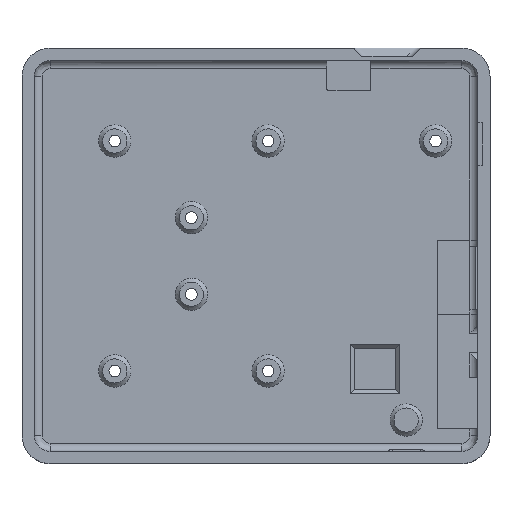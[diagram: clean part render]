
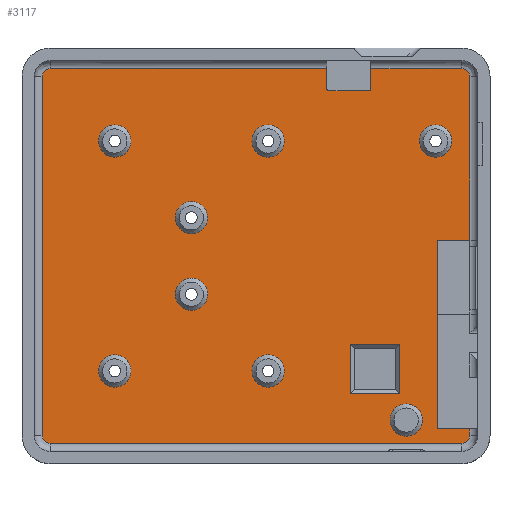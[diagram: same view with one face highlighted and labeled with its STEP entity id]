
A CAD part, top view. The second image highlights one B-rep face of the part: STEP entity #3117.
In plain terms, the highlighted planar face has unit normal (0, 0, 1).
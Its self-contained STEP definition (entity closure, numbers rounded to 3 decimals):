
#23=FACE_BOUND('',#395,.T.);
#24=FACE_BOUND('',#396,.T.);
#25=FACE_BOUND('',#397,.T.);
#26=FACE_BOUND('',#398,.T.);
#27=FACE_BOUND('',#399,.T.);
#28=FACE_BOUND('',#400,.T.);
#29=FACE_BOUND('',#401,.T.);
#30=FACE_BOUND('',#402,.T.);
#31=FACE_BOUND('',#403,.T.);
#214=FACE_OUTER_BOUND('',#394,.T.);
#394=EDGE_LOOP('',(#2199,#2200,#2201,#2202,#2203,#2204,#2205,#2206,#2207,
#2208,#2209,#2210,#2211,#2212,#2213,#2214,#2215,#2216));
#395=EDGE_LOOP('',(#2217));
#396=EDGE_LOOP('',(#2218));
#397=EDGE_LOOP('',(#2219));
#398=EDGE_LOOP('',(#2220));
#399=EDGE_LOOP('',(#2221,#2222,#2223,#2224));
#400=EDGE_LOOP('',(#2225));
#401=EDGE_LOOP('',(#2226));
#402=EDGE_LOOP('',(#2227));
#403=EDGE_LOOP('',(#2228));
#612=LINE('',#4685,#905);
#613=LINE('',#4689,#906);
#659=LINE('',#4795,#952);
#661=LINE('',#4806,#954);
#662=LINE('',#4808,#955);
#663=LINE('',#4812,#956);
#664=LINE('',#4814,#957);
#665=LINE('',#4818,#958);
#666=LINE('',#4822,#959);
#667=LINE('',#4824,#960);
#668=LINE('',#4828,#961);
#669=LINE('',#4832,#962);
#670=LINE('',#4844,#963);
#671=LINE('',#4846,#964);
#672=LINE('',#4848,#965);
#673=LINE('',#4849,#966);
#905=VECTOR('',#3683,10.);
#906=VECTOR('',#3688,10.);
#952=VECTOR('',#3772,10.);
#954=VECTOR('',#3786,10.);
#955=VECTOR('',#3787,10.);
#956=VECTOR('',#3790,10.);
#957=VECTOR('',#3791,10.);
#958=VECTOR('',#3794,10.);
#959=VECTOR('',#3797,10.);
#960=VECTOR('',#3798,10.);
#961=VECTOR('',#3801,10.);
#962=VECTOR('',#3804,10.);
#963=VECTOR('',#3815,10.);
#964=VECTOR('',#3816,10.);
#965=VECTOR('',#3817,10.);
#966=VECTOR('',#3818,10.);
#1195=CIRCLE('',#3328,4.);
#1197=CIRCLE('',#3331,1.95);
#1198=CIRCLE('',#3332,0.5);
#1199=CIRCLE('',#3333,0.5);
#1200=CIRCLE('',#3334,1.95);
#1201=CIRCLE('',#3335,1.95);
#1202=CIRCLE('',#3336,1.95);
#1203=CIRCLE('',#3337,4.);
#1204=CIRCLE('',#3338,4.);
#1205=CIRCLE('',#3339,4.);
#1206=CIRCLE('',#3340,4.);
#1207=CIRCLE('',#3341,4.);
#1208=CIRCLE('',#3342,4.);
#1209=CIRCLE('',#3343,4.);
#1326=VERTEX_POINT('',#4682);
#1327=VERTEX_POINT('',#4684);
#1328=VERTEX_POINT('',#4688);
#1369=VERTEX_POINT('',#4793);
#1370=VERTEX_POINT('',#4799);
#1372=VERTEX_POINT('',#4805);
#1373=VERTEX_POINT('',#4807);
#1374=VERTEX_POINT('',#4809);
#1375=VERTEX_POINT('',#4811);
#1376=VERTEX_POINT('',#4813);
#1377=VERTEX_POINT('',#4815);
#1378=VERTEX_POINT('',#4817);
#1379=VERTEX_POINT('',#4819);
#1380=VERTEX_POINT('',#4821);
#1381=VERTEX_POINT('',#4823);
#1382=VERTEX_POINT('',#4825);
#1383=VERTEX_POINT('',#4827);
#1384=VERTEX_POINT('',#4829);
#1385=VERTEX_POINT('',#4831);
#1386=VERTEX_POINT('',#4834);
#1387=VERTEX_POINT('',#4836);
#1388=VERTEX_POINT('',#4838);
#1389=VERTEX_POINT('',#4840);
#1390=VERTEX_POINT('',#4842);
#1391=VERTEX_POINT('',#4843);
#1392=VERTEX_POINT('',#4845);
#1393=VERTEX_POINT('',#4847);
#1394=VERTEX_POINT('',#4850);
#1395=VERTEX_POINT('',#4852);
#1396=VERTEX_POINT('',#4854);
#1631=EDGE_CURVE('',#1326,#1327,#612,.T.);
#1633=EDGE_CURVE('',#1326,#1328,#613,.T.);
#1689=EDGE_CURVE('',#1328,#1369,#659,.T.);
#1691=EDGE_CURVE('',#1370,#1370,#1195,.T.);
#1694=EDGE_CURVE('',#1372,#1327,#661,.T.);
#1695=EDGE_CURVE('',#1373,#1369,#662,.T.);
#1696=EDGE_CURVE('',#1374,#1373,#1197,.T.);
#1697=EDGE_CURVE('',#1375,#1374,#663,.T.);
#1698=EDGE_CURVE('',#1375,#1376,#664,.T.);
#1699=EDGE_CURVE('',#1376,#1377,#1198,.T.);
#1700=EDGE_CURVE('',#1377,#1378,#665,.T.);
#1701=EDGE_CURVE('',#1378,#1379,#1199,.T.);
#1702=EDGE_CURVE('',#1379,#1380,#666,.T.);
#1703=EDGE_CURVE('',#1381,#1380,#667,.T.);
#1704=EDGE_CURVE('',#1382,#1381,#1200,.T.);
#1705=EDGE_CURVE('',#1383,#1382,#668,.T.);
#1706=EDGE_CURVE('',#1384,#1383,#1201,.T.);
#1707=EDGE_CURVE('',#1385,#1384,#669,.T.);
#1708=EDGE_CURVE('',#1372,#1385,#1202,.T.);
#1709=EDGE_CURVE('',#1386,#1386,#1203,.T.);
#1710=EDGE_CURVE('',#1387,#1387,#1204,.T.);
#1711=EDGE_CURVE('',#1388,#1388,#1205,.T.);
#1712=EDGE_CURVE('',#1389,#1389,#1206,.T.);
#1713=EDGE_CURVE('',#1390,#1391,#670,.T.);
#1714=EDGE_CURVE('',#1392,#1390,#671,.T.);
#1715=EDGE_CURVE('',#1393,#1392,#672,.T.);
#1716=EDGE_CURVE('',#1391,#1393,#673,.T.);
#1717=EDGE_CURVE('',#1394,#1394,#1207,.T.);
#1718=EDGE_CURVE('',#1395,#1395,#1208,.T.);
#1719=EDGE_CURVE('',#1396,#1396,#1209,.T.);
#2199=ORIENTED_EDGE('',*,*,#1694,.T.);
#2200=ORIENTED_EDGE('',*,*,#1631,.F.);
#2201=ORIENTED_EDGE('',*,*,#1633,.T.);
#2202=ORIENTED_EDGE('',*,*,#1689,.T.);
#2203=ORIENTED_EDGE('',*,*,#1695,.F.);
#2204=ORIENTED_EDGE('',*,*,#1696,.F.);
#2205=ORIENTED_EDGE('',*,*,#1697,.F.);
#2206=ORIENTED_EDGE('',*,*,#1698,.T.);
#2207=ORIENTED_EDGE('',*,*,#1699,.T.);
#2208=ORIENTED_EDGE('',*,*,#1700,.T.);
#2209=ORIENTED_EDGE('',*,*,#1701,.T.);
#2210=ORIENTED_EDGE('',*,*,#1702,.T.);
#2211=ORIENTED_EDGE('',*,*,#1703,.F.);
#2212=ORIENTED_EDGE('',*,*,#1704,.F.);
#2213=ORIENTED_EDGE('',*,*,#1705,.F.);
#2214=ORIENTED_EDGE('',*,*,#1706,.F.);
#2215=ORIENTED_EDGE('',*,*,#1707,.F.);
#2216=ORIENTED_EDGE('',*,*,#1708,.F.);
#2217=ORIENTED_EDGE('',*,*,#1709,.F.);
#2218=ORIENTED_EDGE('',*,*,#1710,.F.);
#2219=ORIENTED_EDGE('',*,*,#1711,.F.);
#2220=ORIENTED_EDGE('',*,*,#1712,.F.);
#2221=ORIENTED_EDGE('',*,*,#1713,.F.);
#2222=ORIENTED_EDGE('',*,*,#1714,.F.);
#2223=ORIENTED_EDGE('',*,*,#1715,.F.);
#2224=ORIENTED_EDGE('',*,*,#1716,.F.);
#2225=ORIENTED_EDGE('',*,*,#1717,.F.);
#2226=ORIENTED_EDGE('',*,*,#1718,.F.);
#2227=ORIENTED_EDGE('',*,*,#1719,.F.);
#2228=ORIENTED_EDGE('',*,*,#1691,.F.);
#3022=PLANE('',#3330);
#3117=ADVANCED_FACE('',(#214,#23,#24,#25,#26,#27,#28,#29,#30,#31),#3022,
 .T.);
#3328=AXIS2_PLACEMENT_3D('',#4800,#3779,#3780);
#3330=AXIS2_PLACEMENT_3D('',#4804,#3784,#3785);
#3331=AXIS2_PLACEMENT_3D('',#4810,#3788,#3789);
#3332=AXIS2_PLACEMENT_3D('',#4816,#3792,#3793);
#3333=AXIS2_PLACEMENT_3D('',#4820,#3795,#3796);
#3334=AXIS2_PLACEMENT_3D('',#4826,#3799,#3800);
#3335=AXIS2_PLACEMENT_3D('',#4830,#3802,#3803);
#3336=AXIS2_PLACEMENT_3D('',#4833,#3805,#3806);
#3337=AXIS2_PLACEMENT_3D('',#4835,#3807,#3808);
#3338=AXIS2_PLACEMENT_3D('',#4837,#3809,#3810);
#3339=AXIS2_PLACEMENT_3D('',#4839,#3811,#3812);
#3340=AXIS2_PLACEMENT_3D('',#4841,#3813,#3814);
#3341=AXIS2_PLACEMENT_3D('',#4851,#3819,#3820);
#3342=AXIS2_PLACEMENT_3D('',#4853,#3821,#3822);
#3343=AXIS2_PLACEMENT_3D('',#4855,#3823,#3824);
#3683=DIRECTION('',(1.,0.,0.));
#3688=DIRECTION('',(0.,1.,0.));
#3772=DIRECTION('',(1.,0.,0.));
#3779=DIRECTION('center_axis',(0.,0.,1.));
#3780=DIRECTION('ref_axis',(-1.,0.,0.));
#3784=DIRECTION('center_axis',(0.,0.,1.));
#3785=DIRECTION('ref_axis',(1.,0.,0.));
#3786=DIRECTION('',(0.,1.,0.));
#3787=DIRECTION('',(0.,-1.,0.));
#3788=DIRECTION('center_axis',(0.,0.,-1.));
#3789=DIRECTION('ref_axis',(0.707,0.707,0.));
#3790=DIRECTION('',(1.,0.,0.));
#3791=DIRECTION('',(0.,-1.,0.));
#3792=DIRECTION('center_axis',(0.,0.,-1.));
#3793=DIRECTION('ref_axis',(0.,-1.,0.));
#3794=DIRECTION('',(-1.,0.,0.));
#3795=DIRECTION('center_axis',(0.,0.,-1.));
#3796=DIRECTION('ref_axis',(-1.,0.,0.));
#3797=DIRECTION('',(0.,1.,0.));
#3798=DIRECTION('',(1.,0.,0.));
#3799=DIRECTION('center_axis',(0.,0.,-1.));
#3800=DIRECTION('ref_axis',(-0.707,0.707,0.));
#3801=DIRECTION('',(0.,1.,0.));
#3802=DIRECTION('center_axis',(0.,0.,-1.));
#3803=DIRECTION('ref_axis',(-0.707,-0.707,0.));
#3804=DIRECTION('',(-1.,0.,0.));
#3805=DIRECTION('center_axis',(0.,0.,-1.));
#3806=DIRECTION('ref_axis',(0.707,-0.707,0.));
#3807=DIRECTION('center_axis',(0.,0.,1.));
#3808=DIRECTION('ref_axis',(-1.,0.,0.));
#3809=DIRECTION('center_axis',(0.,0.,1.));
#3810=DIRECTION('ref_axis',(-1.,0.,0.));
#3811=DIRECTION('center_axis',(0.,0.,1.));
#3812=DIRECTION('ref_axis',(-1.,0.,0.));
#3813=DIRECTION('center_axis',(0.,0.,1.));
#3814=DIRECTION('ref_axis',(-1.,0.,0.));
#3815=DIRECTION('',(1.,0.,0.));
#3816=DIRECTION('',(0.,-1.,0.));
#3817=DIRECTION('',(-1.,0.,0.));
#3818=DIRECTION('',(0.,1.,0.));
#3819=DIRECTION('center_axis',(0.,0.,1.));
#3820=DIRECTION('ref_axis',(-1.,0.,0.));
#3821=DIRECTION('center_axis',(0.,0.,1.));
#3822=DIRECTION('ref_axis',(-1.,0.,0.));
#3823=DIRECTION('center_axis',(0.,0.,1.));
#3824=DIRECTION('ref_axis',(-1.,0.,0.));
#4682=CARTESIAN_POINT('',(99.45,5.234,-2.75));
#4684=CARTESIAN_POINT('',(107.45,5.234,-2.75));
#4685=CARTESIAN_POINT('',(81.975,5.234,-2.75));
#4688=CARTESIAN_POINT('',(99.45,51.891,-2.75));
#4689=CARTESIAN_POINT('',(99.45,38.031,-2.75));
#4793=CARTESIAN_POINT('',(107.45,51.891,-2.75));
#4795=CARTESIAN_POINT('',(108.6,51.891,-2.75));
#4799=CARTESIAN_POINT('',(95.73,7.34,-2.75));
#4800=CARTESIAN_POINT('Origin',(91.73,7.34,-2.75));
#4804=CARTESIAN_POINT('Origin',(54.5,48.,-2.75));
#4805=CARTESIAN_POINT('',(107.45,3.5,-2.75));
#4806=CARTESIAN_POINT('',(107.45,4.234,-2.75));
#4807=CARTESIAN_POINT('',(107.45,92.5,-2.75));
#4808=CARTESIAN_POINT('',(107.45,70.25,-2.75));
#4809=CARTESIAN_POINT('',(105.5,94.45,-2.75));
#4810=CARTESIAN_POINT('Origin',(105.5,92.5,-2.75));
#4811=CARTESIAN_POINT('',(82.954,94.45,-2.75));
#4812=CARTESIAN_POINT('',(29.,94.45,-2.75));
#4813=CARTESIAN_POINT('',(82.954,89.436,-2.75));
#4814=CARTESIAN_POINT('',(82.954,72.,-2.75));
#4815=CARTESIAN_POINT('',(82.454,88.936,-2.75));
#4816=CARTESIAN_POINT('Origin',(82.454,89.436,-2.75));
#4817=CARTESIAN_POINT('',(72.545,88.936,-2.75));
#4818=CARTESIAN_POINT('',(68.477,88.936,-2.75));
#4819=CARTESIAN_POINT('',(72.045,89.436,-2.75));
#4820=CARTESIAN_POINT('Origin',(72.545,89.436,-2.75));
#4821=CARTESIAN_POINT('',(72.045,94.45,-2.75));
#4822=CARTESIAN_POINT('',(72.045,72.,-2.75));
#4823=CARTESIAN_POINT('',(3.5,94.45,-2.75));
#4824=CARTESIAN_POINT('',(29.,94.45,-2.75));
#4825=CARTESIAN_POINT('',(1.55,92.5,-2.75));
#4826=CARTESIAN_POINT('Origin',(3.5,92.5,-2.75));
#4827=CARTESIAN_POINT('',(1.55,3.5,-2.75));
#4828=CARTESIAN_POINT('',(1.55,25.75,-2.75));
#4829=CARTESIAN_POINT('',(3.5,1.55,-2.75));
#4830=CARTESIAN_POINT('Origin',(3.5,3.5,-2.75));
#4831=CARTESIAN_POINT('',(105.5,1.55,-2.75));
#4832=CARTESIAN_POINT('',(80.,1.55,-2.75));
#4833=CARTESIAN_POINT('Origin',(105.5,3.5,-2.75));
#4834=CARTESIAN_POINT('',(23.5,76.5,-2.75));
#4835=CARTESIAN_POINT('Origin',(19.5,76.5,-2.75));
#4836=CARTESIAN_POINT('',(61.5,19.5,-2.75));
#4837=CARTESIAN_POINT('Origin',(57.5,19.5,-2.75));
#4838=CARTESIAN_POINT('',(61.5,76.5,-2.75));
#4839=CARTESIAN_POINT('Origin',(57.5,76.5,-2.75));
#4840=CARTESIAN_POINT('',(103.,76.5,-2.75));
#4841=CARTESIAN_POINT('Origin',(99.,76.5,-2.75));
#4842=CARTESIAN_POINT('',(77.863,13.966,-2.75));
#4843=CARTESIAN_POINT('',(90.063,13.966,-2.75));
#4844=CARTESIAN_POINT('',(71.782,13.966,-2.75));
#4845=CARTESIAN_POINT('',(77.863,26.166,-2.75));
#4846=CARTESIAN_POINT('',(77.863,31.483,-2.75));
#4847=CARTESIAN_POINT('',(90.063,26.166,-2.75));
#4848=CARTESIAN_POINT('',(66.682,26.166,-2.75));
#4849=CARTESIAN_POINT('',(90.063,36.583,-2.75));
#4850=CARTESIAN_POINT('',(42.5,57.5,-2.75));
#4851=CARTESIAN_POINT('Origin',(38.5,57.5,-2.75));
#4852=CARTESIAN_POINT('',(42.5,38.5,-2.75));
#4853=CARTESIAN_POINT('Origin',(38.5,38.5,-2.75));
#4854=CARTESIAN_POINT('',(23.5,19.5,-2.75));
#4855=CARTESIAN_POINT('Origin',(19.5,19.5,-2.75));
